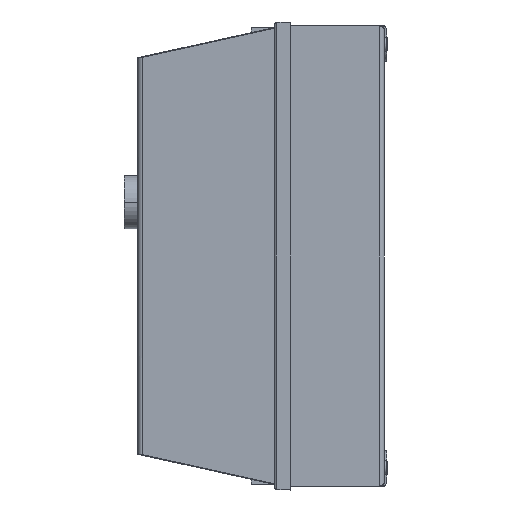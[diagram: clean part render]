
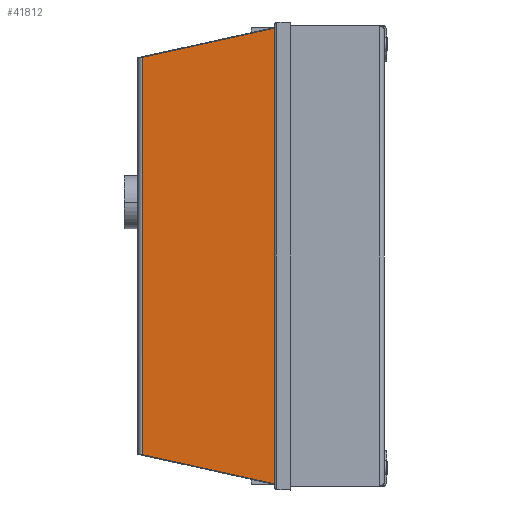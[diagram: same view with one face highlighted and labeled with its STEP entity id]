
A CAD part, left-side view. The second image highlights one B-rep face of the part: STEP entity #41812.
In plain terms, the highlighted face is planar.
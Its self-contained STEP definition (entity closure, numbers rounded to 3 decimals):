
#24841=DIRECTION('',(0.,1.,0.));
#24842=VECTOR('',#24841,202.39);
#24843=CARTESIAN_POINT('',(95.45,-117.829,-432.068));
#24844=LINE('',#24843,#24842);
#25267=CARTESIAN_POINT('',(95.45,84.561,-432.068));
#25280=CARTESIAN_POINT('',(93.3,71.587,
-490.841));
#25312=DIRECTION('',(0.,-1.,0.));
#25313=VECTOR('',#25312,176.441);
#25314=CARTESIAN_POINT('',(93.3,71.587,
-490.841));
#25315=LINE('',#25314,#25313);
#25326=DIRECTION('',(0.036,0.215,0.976));
#25327=VECTOR('',#25326,60.227);
#25328=CARTESIAN_POINT('',(93.3,71.587,
-490.841));
#25329=LINE('',#25328,#25327);
#25333=DIRECTION('',(-0.036,0.215,-0.976));
#25334=VECTOR('',#25333,60.227);
#25335=CARTESIAN_POINT('',(95.45,-117.829,-432.068));
#25336=LINE('',#25335,#25334);
#36409=VERTEX_POINT('',#25267);
#37158=CARTESIAN_POINT('',(95.45,-117.829,-432.068));
#37159=CARTESIAN_POINT('',(93.3,-104.854,
-490.841));
#37160=VERTEX_POINT('',#37158);
#37161=VERTEX_POINT('',#37159);
#37370=VERTEX_POINT('',#25280);
#41800=CARTESIAN_POINT('',(93.23,87.316,-492.768));
#41801=DIRECTION('',(-0.999,0.,0.037));
#41802=DIRECTION('',(0.037,0.,0.999));
#41803=AXIS2_PLACEMENT_3D('',#41800,#41801,#41802);
#41804=PLANE('',#41803);
#41805=ORIENTED_EDGE('',*,*,#40855,.T.);
#41806=ORIENTED_EDGE('',*,*,#41702,.F.);
#41807=ORIENTED_EDGE('',*,*,#41784,.T.);
#41809=ORIENTED_EDGE('',*,*,#41808,.F.);
#41810=EDGE_LOOP('',(#41805,#41806,#41807,#41809));
#41811=FACE_OUTER_BOUND('',#41810,.F.);
#40855=EDGE_CURVE('',#37160,#36409,#24844,.T.);
#41702=EDGE_CURVE('',#37370,#36409,#25329,.T.);
#41784=EDGE_CURVE('',#37370,#37161,#25315,.T.);
#41808=EDGE_CURVE('',#37160,#37161,#25336,.T.);
#41812=ADVANCED_FACE('',(#41811),#41804,.F.);
